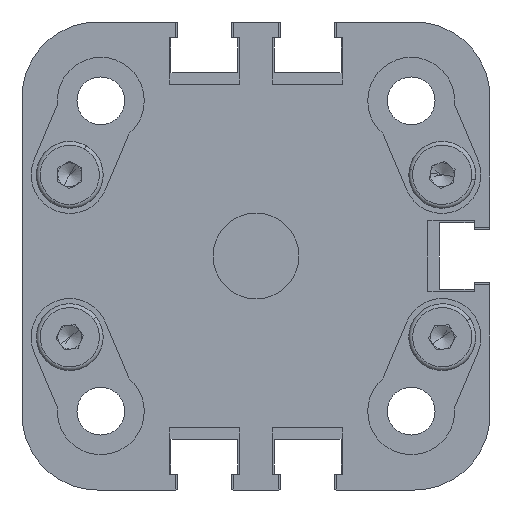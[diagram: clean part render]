
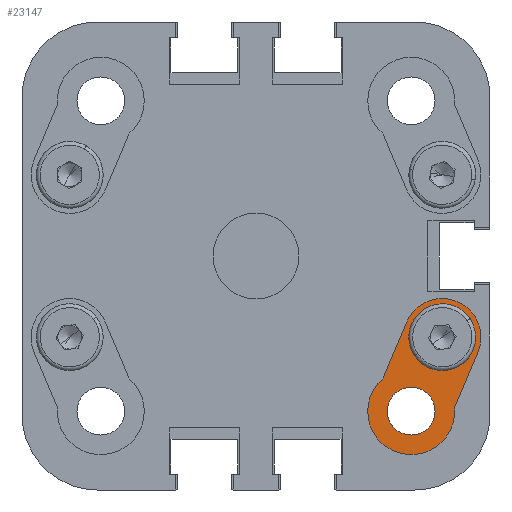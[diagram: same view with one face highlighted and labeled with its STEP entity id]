
A CAD part, left-side view. The second image highlights one B-rep face of the part: STEP entity #23147.
In plain terms, the highlighted planar face has unit normal (-1, 0, 0).
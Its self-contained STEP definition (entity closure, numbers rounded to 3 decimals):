
#1104 = CARTESIAN_POINT ( 'NONE',  ( 4.5, -19.5, -4.45 ) ) ;
#1143 = DIRECTION ( 'NONE',  ( -1., 0., 0. ) ) ;
#1619 = CIRCLE ( 'NONE', #22476, 4.55 ) ;
#1760 = CARTESIAN_POINT ( 'NONE',  ( 4.5, -13.317, -12.771 ) ) ;
#2367 = EDGE_CURVE ( 'NONE', #13171, #33128, #8814, .T. ) ;
#2737 = AXIS2_PLACEMENT_3D ( 'NONE', #20422, #15973, #30664 ) ;
#3807 = DIRECTION ( 'NONE',  ( 0., 0., 1. ) ) ;
#4127 = EDGE_CURVE ( 'NONE', #33128, #7043, #23689, .T. ) ;
#4495 = AXIS2_PLACEMENT_3D ( 'NONE', #13364, #23576, #28949 ) ;
#4500 = AXIS2_PLACEMENT_3D ( 'NONE', #21276, #8545, #23954 ) ;
#5665 = CARTESIAN_POINT ( 'NONE',  ( 4.5, -19.5, -8.5 ) ) ;
#5978 = VECTOR ( 'NONE', #18717, 1000. ) ;
#6126 = AXIS2_PLACEMENT_3D ( 'NONE', #5665, #15553, #23755 ) ;
#6568 = EDGE_CURVE ( 'NONE', #13016, #13171, #14249, .T. ) ;
#7043 = VERTEX_POINT ( 'NONE', #1760 ) ;
#7253 = ORIENTED_EDGE ( 'NONE', *, *, #10902, .T. ) ;
#7291 = ORIENTED_EDGE ( 'NONE', *, *, #2367, .T. ) ;
#8148 = ORIENTED_EDGE ( 'NONE', *, *, #14144, .T. ) ;
#8366 = CARTESIAN_POINT ( 'NONE',  ( 4.5, -16.25, -16.25 ) ) ;
#8453 = CARTESIAN_POINT ( 'NONE',  ( 4.5, -12.515, -14.684 ) ) ;
#8545 = DIRECTION ( 'NONE',  ( -1., 0., 0. ) ) ;
#8814 = CIRCLE ( 'NONE', #6126, 4.05 ) ;
#9748 = ORIENTED_EDGE ( 'NONE', *, *, #4127, .T. ) ;
#9809 = EDGE_LOOP ( 'NONE', ( #24350, #24828 ) ) ;
#10442 = CARTESIAN_POINT ( 'NONE',  ( 4.5, -15.765, -6.934 ) ) ;
#10701 = FACE_BOUND ( 'NONE', #9809, .T. ) ;
#10902 = EDGE_CURVE ( 'NONE', #7043, #11006, #1619, .T. ) ;
#11006 = VERTEX_POINT ( 'NONE', #20041 ) ;
#11219 = CARTESIAN_POINT ( 'NONE',  ( 4.5, -19.5, -8.5 ) ) ;
#12057 = CARTESIAN_POINT ( 'NONE',  ( 4.5, -16.25, -16.25 ) ) ;
#13016 = VERTEX_POINT ( 'NONE', #23077 ) ;
#13019 = EDGE_CURVE ( 'NONE', #22770, #30258, #13096, .T. ) ;
#13096 = CIRCLE ( 'NONE', #4495, 2.65 ) ;
#13171 = VERTEX_POINT ( 'NONE', #1104 ) ;
#13364 = CARTESIAN_POINT ( 'NONE',  ( 4.5, -19.5, -8.5 ) ) ;
#13403 = EDGE_LOOP ( 'NONE', ( #13427, #19740 ) ) ;
#13427 = ORIENTED_EDGE ( 'NONE', *, *, #27905, .F. ) ;
#14144 = EDGE_CURVE ( 'NONE', #11006, #13016, #31466, .T. ) ;
#14196 = DIRECTION ( 'NONE',  ( -1., 0., 0. ) ) ;
#14249 = CIRCLE ( 'NONE', #30324, 4.05 ) ;
#14748 = VECTOR ( 'NONE', #31413, 1000. ) ;
#15553 = DIRECTION ( 'NONE',  ( -1., 0., 0. ) ) ;
#15968 = DIRECTION ( 'NONE',  ( 0., 0., 1. ) ) ;
#15973 = DIRECTION ( 'NONE',  ( 1., 0., 0. ) ) ;
#16379 = EDGE_CURVE ( 'NONE', #23553, #20857, #23434, .T. ) ;
#17559 = AXIS2_PLACEMENT_3D ( 'NONE', #12057, #30341, #22274 ) ;
#18082 = ORIENTED_EDGE ( 'NONE', *, *, #6568, .T. ) ;
#18717 = DIRECTION ( 'NONE',  ( 0., -0.387, 0.922 ) ) ;
#18964 = CIRCLE ( 'NONE', #4500, 2.5 ) ;
#19740 = ORIENTED_EDGE ( 'NONE', *, *, #13019, .F. ) ;
#20041 = CARTESIAN_POINT ( 'NONE',  ( 4.5, -20.787, -15.904 ) ) ;
#20255 = FACE_OUTER_BOUND ( 'NONE', #30648, .T. ) ;
#20422 = CARTESIAN_POINT ( 'NONE',  ( 4.5, -16.85, -8.5 ) ) ;
#20857 = VERTEX_POINT ( 'NONE', #28465 ) ;
#20991 = DIRECTION ( 'NONE',  ( -1., 0., 0. ) ) ;
#21124 = CIRCLE ( 'NONE', #31839, 2.65 ) ;
#21276 = CARTESIAN_POINT ( 'NONE',  ( 4.5, -16.25, -16.25 ) ) ;
#22274 = DIRECTION ( 'NONE',  ( 0., 0., -1. ) ) ;
#22476 = AXIS2_PLACEMENT_3D ( 'NONE', #8366, #14196, #3807 ) ;
#22770 = VERTEX_POINT ( 'NONE', #30033 ) ;
#23077 = CARTESIAN_POINT ( 'NONE',  ( 4.5, -23.235, -10.066 ) ) ;
#23147 = ADVANCED_FACE ( 'NONE', ( #28323, #20255, #10701 ), #31152, .F. ) ;
#23434 = CIRCLE ( 'NONE', #17559, 2.5 ) ;
#23510 = CARTESIAN_POINT ( 'NONE',  ( 4.5, -19.5, -5.85 ) ) ;
#23553 = VERTEX_POINT ( 'NONE', #33135 ) ;
#23576 = DIRECTION ( 'NONE',  ( -1., 0., 0. ) ) ;
#23689 = LINE ( 'NONE', #8453, #14748 ) ;
#23755 = DIRECTION ( 'NONE',  ( 0., 0., 1. ) ) ;
#23954 = DIRECTION ( 'NONE',  ( 0., 0., -1. ) ) ;
#24113 = DIRECTION ( 'NONE',  ( 0., 0., 1. ) ) ;
#24350 = ORIENTED_EDGE ( 'NONE', *, *, #16379, .F. ) ;
#24828 = ORIENTED_EDGE ( 'NONE', *, *, #27258, .F. ) ;
#27258 = EDGE_CURVE ( 'NONE', #20857, #23553, #18964, .T. ) ;
#27905 = EDGE_CURVE ( 'NONE', #30258, #22770, #21124, .T. ) ;
#28323 = FACE_BOUND ( 'NONE', #13403, .T. ) ;
#28393 = CARTESIAN_POINT ( 'NONE',  ( 4.5, -19.5, -8.5 ) ) ;
#28465 = CARTESIAN_POINT ( 'NONE',  ( 4.5, -16.25, -18.75 ) ) ;
#28630 = CARTESIAN_POINT ( 'NONE',  ( 4.5, -19.985, -17.816 ) ) ;
#28949 = DIRECTION ( 'NONE',  ( 0., 0., 1. ) ) ;
#30033 = CARTESIAN_POINT ( 'NONE',  ( 4.5, -19.5, -11.15 ) ) ;
#30258 = VERTEX_POINT ( 'NONE', #23510 ) ;
#30324 = AXIS2_PLACEMENT_3D ( 'NONE', #11219, #1143, #24113 ) ;
#30341 = DIRECTION ( 'NONE',  ( -1., 0., 0. ) ) ;
#30648 = EDGE_LOOP ( 'NONE', ( #9748, #7253, #8148, #18082, #7291 ) ) ;
#30664 = DIRECTION ( 'NONE',  ( 0., 0., -1. ) ) ;
#31152 = PLANE ( 'NONE',  #2737 ) ;
#31413 = DIRECTION ( 'NONE',  ( 0., 0.387, -0.922 ) ) ;
#31466 = LINE ( 'NONE', #28630, #5978 ) ;
#31839 = AXIS2_PLACEMENT_3D ( 'NONE', #28393, #20991, #15968 ) ;
#33128 = VERTEX_POINT ( 'NONE', #10442 ) ;
#33135 = CARTESIAN_POINT ( 'NONE',  ( 4.5, -16.25, -13.75 ) ) ;
